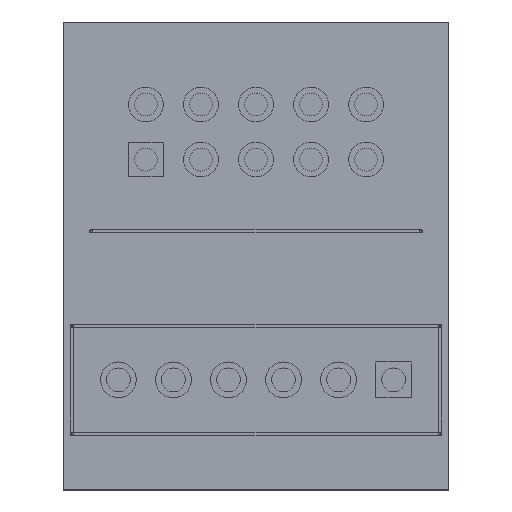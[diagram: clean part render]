
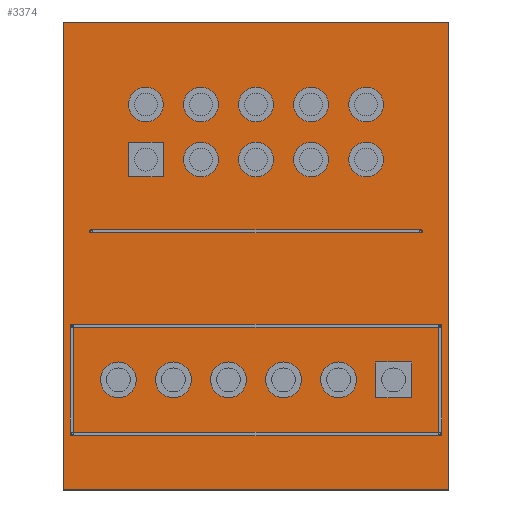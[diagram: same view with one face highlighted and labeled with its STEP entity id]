
A CAD part, top view. The second image highlights one B-rep face of the part: STEP entity #3374.
In plain terms, the highlighted planar face has unit normal (0, 0, 1).
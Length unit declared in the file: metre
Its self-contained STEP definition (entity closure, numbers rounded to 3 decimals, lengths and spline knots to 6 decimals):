
#2778 = EDGE_CURVE( '', #4920, #4921, #4922, .T. );
#3178 = EDGE_CURVE( '', #5566, #5567, #5568, .T. );
#3374 = ADVANCED_FACE( '', ( #5868 ), #5869, .F. );
#3952 = EDGE_CURVE( '', #5567, #4920, #6701, .T. );
#4176 = EDGE_CURVE( '', #4921, #5566, #7014, .T. );
#4920 = VERTEX_POINT( '', #7305 );
#4921 = VERTEX_POINT( '', #7306 );
#4922 = LINE( '', #7307, #7308 );
#5566 = VERTEX_POINT( '', #8139 );
#5567 = VERTEX_POINT( '', #8140 );
#5568 = LINE( '', #8141, #8142 );
#5868 = FACE_OUTER_BOUND( '', #8520, .T. );
#5869 = PLANE( '', #8521 );
#6701 = LINE( '', #9599, #9600 );
#7014 = LINE( '', #10007, #10008 );
#7305 = CARTESIAN_POINT( '', ( 0.01778, 0.02159, -0.000035 ) );
#7306 = CARTESIAN_POINT( '', ( 0., 0.02159, -0.000035 ) );
#7307 = CARTESIAN_POINT( '', ( 0.01778, 0.02159, -0.000035 ) );
#7308 = VECTOR( '', #10352, 1. );
#8139 = CARTESIAN_POINT( '', ( 0., 0., -0.000035 ) );
#8140 = CARTESIAN_POINT( '', ( 0.01778, 0., -0.000035 ) );
#8141 = CARTESIAN_POINT( '', ( 0., 0., -0.000035 ) );
#8142 = VECTOR( '', #11079, 1. );
#8520 = EDGE_LOOP( '', ( #11471, #11472, #11473, #11474 ) );
#8521 = AXIS2_PLACEMENT_3D( '', #11475, #11476, #11477 );
#9599 = CARTESIAN_POINT( '', ( 0.01778, 0., -0.000035 ) );
#9600 = VECTOR( '', #12602, 1. );
#10007 = CARTESIAN_POINT( '', ( 0., 0.02159, -0.000035 ) );
#10008 = VECTOR( '', #13037, 1. );
#10352 = DIRECTION( '', ( -1., 0., 0. ) );
#11079 = DIRECTION( '', ( 1., 0., 0. ) );
#11471 = ORIENTED_EDGE( '', *, *, #3178, .T. );
#11472 = ORIENTED_EDGE( '', *, *, #3952, .T. );
#11473 = ORIENTED_EDGE( '', *, *, #2778, .T. );
#11474 = ORIENTED_EDGE( '', *, *, #4176, .T. );
#11475 = CARTESIAN_POINT( '', ( 0., 0., -0.000035 ) );
#11476 = DIRECTION( '', ( 0., 0., -1. ) );
#11477 = DIRECTION( '', ( 0., -1., 0. ) );
#12602 = DIRECTION( '', ( 0., 1., 0. ) );
#13037 = DIRECTION( '', ( 0., -1., 0. ) );
